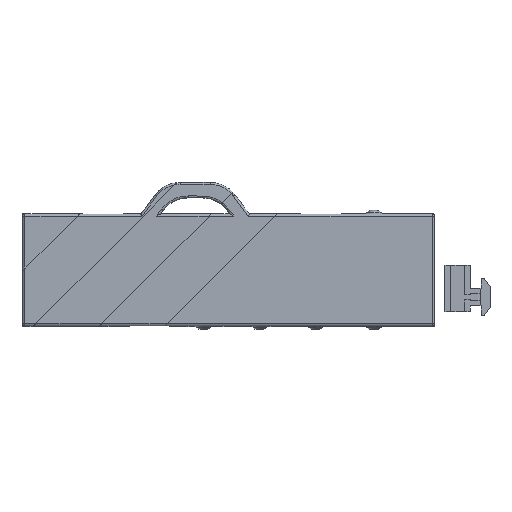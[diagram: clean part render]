
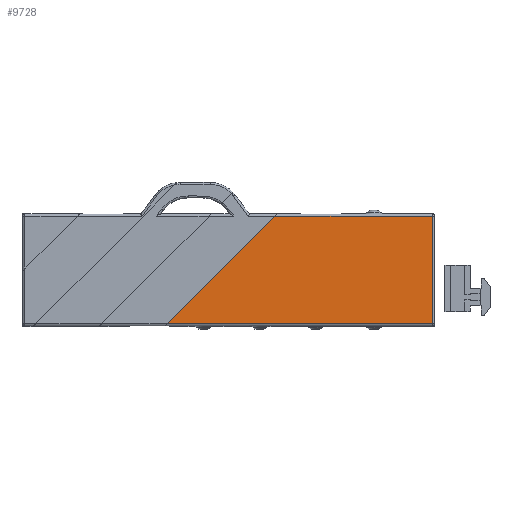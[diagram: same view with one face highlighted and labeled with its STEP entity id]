
A CAD part, top view. The second image highlights one B-rep face of the part: STEP entity #9728.
In plain terms, the highlighted planar face has unit normal (0, 0, 1).
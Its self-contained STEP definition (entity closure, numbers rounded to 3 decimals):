
#616=FACE_OUTER_BOUND('',#1184,.T.);
#1184=EDGE_LOOP('',(#7034,#7035,#7036,#7037));
#1945=LINE('',#14546,#3116);
#1947=LINE('',#14557,#3118);
#1955=LINE('',#14582,#3126);
#1956=LINE('',#14583,#3127);
#3116=VECTOR('',#11649,10.);
#3118=VECTOR('',#11665,10.);
#3126=VECTOR('',#11697,10.);
#3127=VECTOR('',#11698,10.);
#4206=VERTEX_POINT('',#14543);
#4207=VERTEX_POINT('',#14545);
#4209=VERTEX_POINT('',#14555);
#4214=VERTEX_POINT('',#14581);
#5243=EDGE_CURVE('',#4206,#4207,#1945,.T.);
#5249=EDGE_CURVE('',#4209,#4206,#1947,.T.);
#5261=EDGE_CURVE('',#4214,#4209,#1955,.T.);
#5262=EDGE_CURVE('',#4207,#4214,#1956,.T.);
#7034=ORIENTED_EDGE('',*,*,#5261,.F.);
#7035=ORIENTED_EDGE('',*,*,#5262,.F.);
#7036=ORIENTED_EDGE('',*,*,#5243,.F.);
#7037=ORIENTED_EDGE('',*,*,#5249,.F.);
#9271=PLANE('',#10380);
#9728=ADVANCED_FACE('',(#616),#9271,.T.);
#10380=AXIS2_PLACEMENT_3D('',#14580,#11695,#11696);
#11649=DIRECTION('',(0.,-1.,0.));
#11665=DIRECTION('',(1.,0.,0.));
#11695=DIRECTION('center_axis',(0.,0.,1.));
#11696=DIRECTION('ref_axis',(1.,0.,0.));
#11697=DIRECTION('',(0.707,0.707,0.));
#11698=DIRECTION('',(-1.,0.,0.));
#14543=CARTESIAN_POINT('',(52.9,13.7,41.));
#14545=CARTESIAN_POINT('',(52.9,-14.1,41.));
#14546=CARTESIAN_POINT('',(52.9,-7.4,41.));
#14555=CARTESIAN_POINT('',(12.286,13.7,41.));
#14557=CARTESIAN_POINT('',(26.85,13.7,41.));
#14580=CARTESIAN_POINT('Origin',(0.3,-0.2,41.));
#14581=CARTESIAN_POINT('',(-15.514,-14.1,41.));
#14582=CARTESIAN_POINT('',(0.342,1.756,41.));
#14583=CARTESIAN_POINT('',(-26.25,-14.1,41.));
